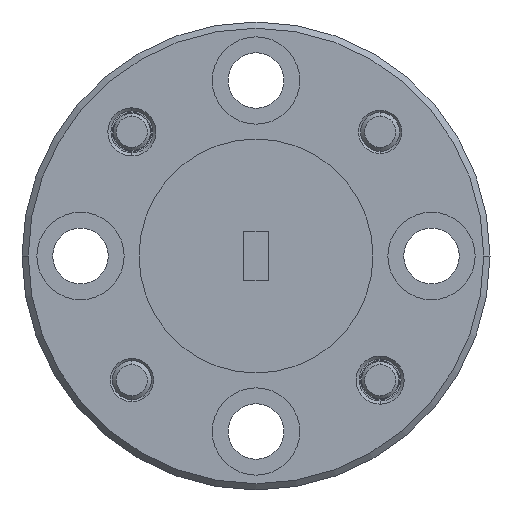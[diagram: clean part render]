
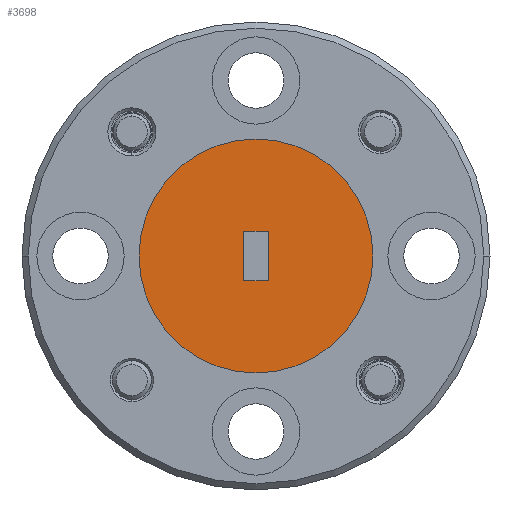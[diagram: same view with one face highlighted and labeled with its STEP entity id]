
A CAD part, left-side view. The second image highlights one B-rep face of the part: STEP entity #3698.
In plain terms, the highlighted planar face has unit normal (-1, 0, 0).
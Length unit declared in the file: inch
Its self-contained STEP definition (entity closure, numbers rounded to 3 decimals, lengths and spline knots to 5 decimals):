
#98 = DIRECTION ( 'NONE',  ( 0., 1., 0. ) ) ;
#167 = DIRECTION ( 'NONE',  ( 0., -1., 0. ) ) ;
#213 = CARTESIAN_POINT ( 'NONE',  ( -3.5165, 0.64655, 1.2061 ) ) ;
#296 = ORIENTED_EDGE ( 'NONE', *, *, #1365, .F. ) ;
#340 = VERTEX_POINT ( 'NONE', #1020 ) ;
#375 = EDGE_CURVE ( 'NONE', #2071, #1428, #4046, .T. ) ;
#455 = DIRECTION ( 'NONE',  ( 0., 0., 1. ) ) ;
#462 = DIRECTION ( 'NONE',  ( 0., 1., 0. ) ) ;
#669 = CARTESIAN_POINT ( 'NONE',  ( -3.5165, 0.60655, 1.2061 ) ) ;
#729 = DIRECTION ( 'NONE',  ( 1., 0., 0. ) ) ;
#774 = CARTESIAN_POINT ( 'NONE',  ( -3.5165, 0.64655, 1.1261 ) ) ;
#816 = EDGE_CURVE ( 'NONE', #340, #2265, #2081, .T. ) ;
#827 = VERTEX_POINT ( 'NONE', #1795 ) ;
#1020 = CARTESIAN_POINT ( 'NONE',  ( -3.5165, 0.43905, 1.1661 ) ) ;
#1084 = ORIENTED_EDGE ( 'NONE', *, *, #2294, .T. ) ;
#1142 = DIRECTION ( 'NONE',  ( -1., 0., 0. ) ) ;
#1315 = LINE ( 'NONE', #2688, #1317 ) ;
#1317 = VECTOR ( 'NONE', #1371, 39.37008 ) ;
#1365 = EDGE_CURVE ( 'NONE', #2265, #340, #4043, .T. ) ;
#1371 = DIRECTION ( 'NONE',  ( 0., 0., -1. ) ) ;
#1410 = VERTEX_POINT ( 'NONE', #213 ) ;
#1428 = VERTEX_POINT ( 'NONE', #4146 ) ;
#1483 = VECTOR ( 'NONE', #462, 39.37008 ) ;
#1513 = PLANE ( 'NONE',  #4088 ) ;
#1604 = ORIENTED_EDGE ( 'NONE', *, *, #3024, .T. ) ;
#1795 = CARTESIAN_POINT ( 'NONE',  ( -3.5165, 0.60655, 1.2061 ) ) ;
#1971 = DIRECTION ( 'NONE',  ( 0., -1., 0. ) ) ;
#2071 = VERTEX_POINT ( 'NONE', #3860 ) ;
#2075 = EDGE_LOOP ( 'NONE', ( #296, #3727 ) ) ;
#2081 = CIRCLE ( 'NONE', #2635, 0.1875 ) ;
#2265 = VERTEX_POINT ( 'NONE', #2775 ) ;
#2294 = EDGE_CURVE ( 'NONE', #827, #2071, #1315, .T. ) ;
#2379 = LINE ( 'NONE', #774, #3987 ) ;
#2391 = FACE_BOUND ( 'NONE', #3056, .T. ) ;
#2474 = CARTESIAN_POINT ( 'NONE',  ( -3.5165, 0.62655, 1.1661 ) ) ;
#2635 = AXIS2_PLACEMENT_3D ( 'NONE', #3627, #729, #98 ) ;
#2688 = CARTESIAN_POINT ( 'NONE',  ( -3.5165, 0.60655, 1.1261 ) ) ;
#2741 = ORIENTED_EDGE ( 'NONE', *, *, #2870, .T. ) ;
#2775 = CARTESIAN_POINT ( 'NONE',  ( -3.5165, 0.81405, 1.1661 ) ) ;
#2795 = FACE_OUTER_BOUND ( 'NONE', #2075, .T. ) ;
#2870 = EDGE_CURVE ( 'NONE', #1410, #827, #3564, .T. ) ;
#3024 = EDGE_CURVE ( 'NONE', #1428, #1410, #2379, .T. ) ;
#3056 = EDGE_LOOP ( 'NONE', ( #2741, #1084, #3743, #1604 ) ) ;
#3243 = AXIS2_PLACEMENT_3D ( 'NONE', #3832, #4123, #3417 ) ;
#3391 = CARTESIAN_POINT ( 'NONE',  ( -3.5165, 0.60655, 1.1261 ) ) ;
#3417 = DIRECTION ( 'NONE',  ( 0., 1., 0. ) ) ;
#3564 = LINE ( 'NONE', #669, #3817 ) ;
#3627 = CARTESIAN_POINT ( 'NONE',  ( -3.5165, 0.62655, 1.1661 ) ) ;
#3698 = ADVANCED_FACE ( 'NONE', ( #2391, #2795 ), #1513, .T. ) ;
#3727 = ORIENTED_EDGE ( 'NONE', *, *, #816, .F. ) ;
#3743 = ORIENTED_EDGE ( 'NONE', *, *, #375, .T. ) ;
#3817 = VECTOR ( 'NONE', #1971, 39.37008 ) ;
#3832 = CARTESIAN_POINT ( 'NONE',  ( -3.5165, 0.62655, 1.1661 ) ) ;
#3860 = CARTESIAN_POINT ( 'NONE',  ( -3.5165, 0.60655, 1.1261 ) ) ;
#3987 = VECTOR ( 'NONE', #455, 39.37008 ) ;
#4043 = CIRCLE ( 'NONE', #3243, 0.1875 ) ;
#4046 = LINE ( 'NONE', #3391, #1483 ) ;
#4088 = AXIS2_PLACEMENT_3D ( 'NONE', #2474, #1142, #167 ) ;
#4123 = DIRECTION ( 'NONE',  ( 1., 0., 0. ) ) ;
#4146 = CARTESIAN_POINT ( 'NONE',  ( -3.5165, 0.64655, 1.1261 ) ) ;
